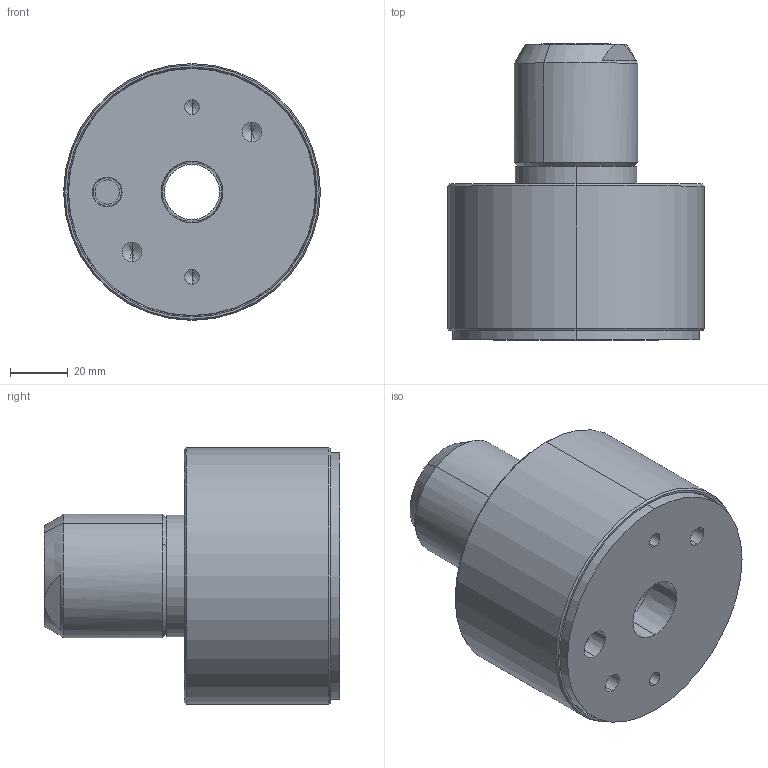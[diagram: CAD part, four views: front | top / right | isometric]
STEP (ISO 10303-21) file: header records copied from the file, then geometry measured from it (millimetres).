
FILE_DESCRIPTION (( 'STEP AP214' ), '1' );
FILE_NAME ('CTSC-001829.STEP', '2025-01-23T13:20:23', ( '' ), ( '' ), 'SwSTEP 2.0', 'SolidWorks 2023', '' );
FILE_SCHEMA (( 'AUTOMOTIVE_DESIGN' ));
Length unit declared in the file: inch
Products named in the file (1): CTSC-001829
Bounding box: 88.9 x 102.41 x 88.9 mm (x, y, z)
Volume: 366120.5 mm3; surface area: 50901 mm2
Topology: 1 solids, 2 shells, 75 faces, 169 edges, 102 vertices
Faces by surface type: cylinder 29, cone 26, plane 20
Entity records: 2895 total; most frequent: CARTESIAN_POINT 393, DIRECTION 393, ORIENTED_EDGE 322, AXIS2_PLACEMENT_3D 162, EDGE_CURVE 161, VERTEX_POINT 102, EDGE_LOOP 91, CIRCLE 86
